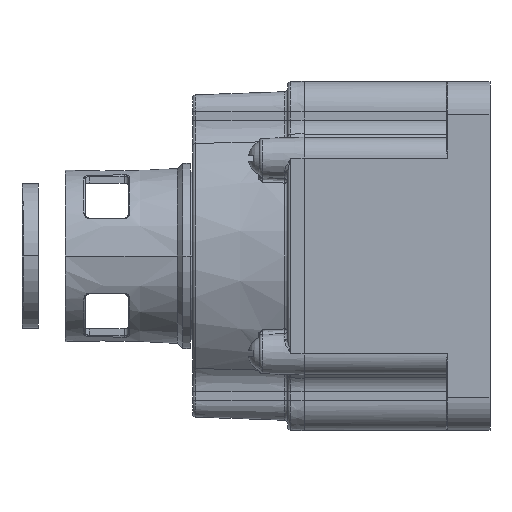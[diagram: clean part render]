
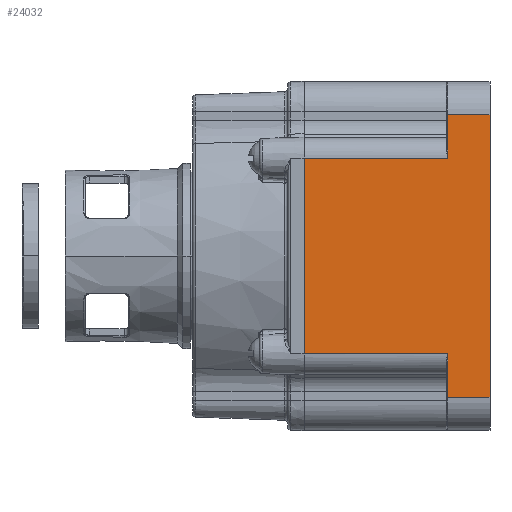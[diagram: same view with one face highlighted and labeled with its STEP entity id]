
A CAD part, left-side view. The second image highlights one B-rep face of the part: STEP entity #24032.
In plain terms, the highlighted planar face has unit normal (-1, 0, 0).
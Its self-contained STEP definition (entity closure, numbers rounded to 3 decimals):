
#10863=DIRECTION('',(0.,1.,0.));
#10864=VECTOR('',#10863,9.76);
#10865=CARTESIAN_POINT('',(0.,0.,-7.571));
#10866=LINE('',#10865,#10864);
#10990=DIRECTION('',(0.,1.,0.));
#10991=VECTOR('',#10990,33.42);
#10992=CARTESIAN_POINT('',(0.,9.76,-17.69));
#10993=LINE('',#10992,#10991);
#11005=DIRECTION('',(0.,0.,1.));
#11006=VECTOR('',#11005,45.47);
#11007=CARTESIAN_POINT('',(0.,43.18,-63.16));
#11008=LINE('',#11007,#11006);
#11009=DIRECTION('',(0.,0.,1.));
#11010=VECTOR('',#11009,10.119);
#11011=CARTESIAN_POINT('',(0.,9.76,-17.69));
#11012=LINE('',#11011,#11010);
#11013=DIRECTION('',(0.,0.,-1.));
#11014=VECTOR('',#11013,65.709);
#11015=CARTESIAN_POINT('',(0.,0.,-7.571));
#11016=LINE('',#11015,#11014);
#11017=DIRECTION('',(0.,1.,0.));
#11018=VECTOR('',#11017,9.76);
#11019=CARTESIAN_POINT('',(0.,0.,-73.279));
#11020=LINE('',#11019,#11018);
#11021=DIRECTION('',(0.,0.,1.));
#11022=VECTOR('',#11021,10.119);
#11023=CARTESIAN_POINT('',(0.,9.76,-73.279));
#11024=LINE('',#11023,#11022);
#11083=DIRECTION('',(0.,-1.,0.));
#11084=VECTOR('',#11083,33.42);
#11085=CARTESIAN_POINT('',(0.,43.18,-63.16));
#11086=LINE('',#11085,#11084);
#15444=CARTESIAN_POINT('',(0.,0.,-7.571));
#15446=VERTEX_POINT('',#15444);
#15457=CARTESIAN_POINT('',(0.,0.,-73.279));
#15459=VERTEX_POINT('',#15457);
#15806=CARTESIAN_POINT('',(0.,9.76,-7.571));
#15807=VERTEX_POINT('',#15806);
#15810=CARTESIAN_POINT('',(0.,9.76,-17.69));
#15811=VERTEX_POINT('',#15810);
#15816=CARTESIAN_POINT('',(0.,9.76,-73.279));
#15817=CARTESIAN_POINT('',(0.,9.76,-63.16));
#15818=VERTEX_POINT('',#15816);
#15819=VERTEX_POINT('',#15817);
#16240=CARTESIAN_POINT('',(0.,43.18,-63.16));
#16241=CARTESIAN_POINT('',(0.,43.18,-17.69));
#16242=VERTEX_POINT('',#16240);
#16243=VERTEX_POINT('',#16241);
#24014=CARTESIAN_POINT('',(0.,0.,-73.279));
#24015=DIRECTION('',(-1.,0.,0.));
#24016=DIRECTION('',(0.,0.,1.));
#24017=AXIS2_PLACEMENT_3D('',#24014,#24015,#24016);
#24018=PLANE('',#24017);
#24019=ORIENTED_EDGE('',*,*,#17191,.T.);
#24020=ORIENTED_EDGE('',*,*,#23982,.F.);
#24021=ORIENTED_EDGE('',*,*,#24001,.T.);
#24022=ORIENTED_EDGE('',*,*,#23779,.F.);
#24023=ORIENTED_EDGE('',*,*,#16936,.T.);
#24025=ORIENTED_EDGE('',*,*,#24024,.T.);
#24027=ORIENTED_EDGE('',*,*,#24026,.T.);
#24029=ORIENTED_EDGE('',*,*,#24028,.F.);
#24030=EDGE_LOOP('',(#24019,#24020,#24021,#24022,#24023,#24025,#24027,#24029));
#24031=FACE_OUTER_BOUND('',#24030,.F.);
#24032=ADVANCED_FACE('',(#24031),#24018,.T.);
#16936=EDGE_CURVE('',#15446,#15459,#11016,.T.);
#17191=EDGE_CURVE('',#16242,#16243,#11008,.T.);
#23779=EDGE_CURVE('',#15446,#15807,#10866,.T.);
#23982=EDGE_CURVE('',#15811,#16243,#10993,.T.);
#24001=EDGE_CURVE('',#15811,#15807,#11012,.T.);
#24024=EDGE_CURVE('',#15459,#15818,#11020,.T.);
#24026=EDGE_CURVE('',#15818,#15819,#11024,.T.);
#24028=EDGE_CURVE('',#16242,#15819,#11086,.T.);
